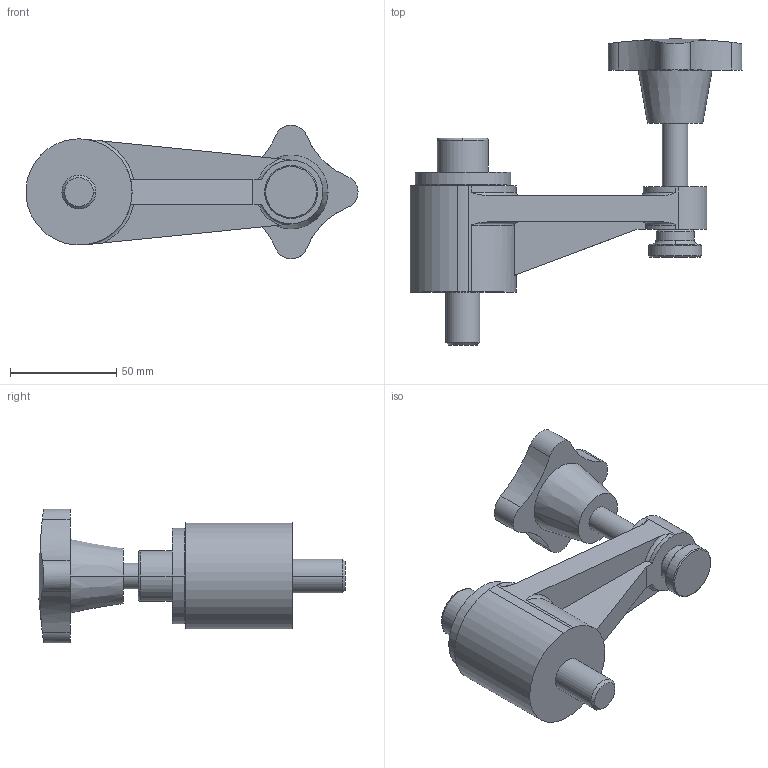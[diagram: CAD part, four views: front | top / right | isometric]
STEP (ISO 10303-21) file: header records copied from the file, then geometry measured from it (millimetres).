
FILE_DESCRIPTION( ( '' ), '1' );
FILE_NAME( 'K0019.02 (0).stp', '2012-10-31T12:21:03', ( '' ), ( '' ), ' ', ' ', ' ' );
FILE_SCHEMA( ( 'CONFIG_CONTROL_DESIGN' ) );
Length unit declared in the file: millimetre
Products named in the file (1): 1
Bounding box: 156.43 x 144.32 x 63 mm (x, y, z)
Volume: 232691.5 mm3; surface area: 39106.9 mm2
Topology: 1 solids, 1 shells, 88 faces, 219 edges, 144 vertices
Faces by surface type: cylinder 35, plane 28, torus 14, cone 10, sphere 1
Entity records: 3159 total; most frequent: CARTESIAN_POINT 956, DIRECTION 477, ORIENTED_EDGE 438, EDGE_CURVE 219, AXIS2_PLACEMENT_3D 193, VERTEX_POINT 144, CIRCLE 102, EDGE_LOOP 99
